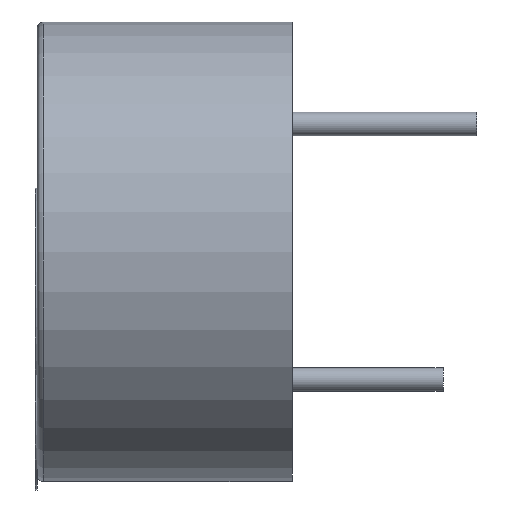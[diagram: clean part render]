
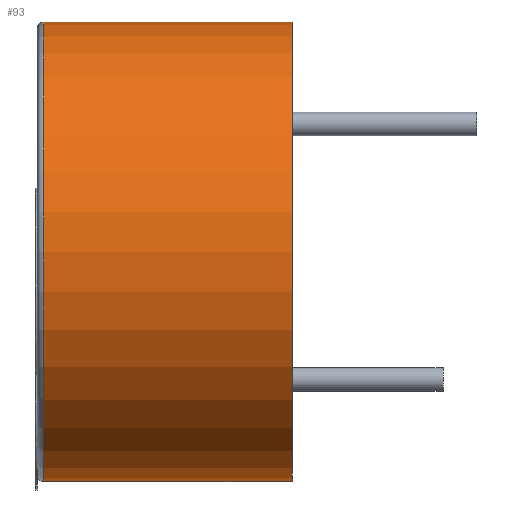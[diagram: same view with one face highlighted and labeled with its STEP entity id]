
A CAD part, left-side view. The second image highlights one B-rep face of the part: STEP entity #93.
In plain terms, the highlighted cylindrical face has radius 6.85 mm (diameter 13.7 mm), a partial arc.
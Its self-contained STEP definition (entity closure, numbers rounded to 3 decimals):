
#93=ADVANCED_FACE('NONE',(#218),#219,.T.);
#218=FACE_OUTER_BOUND('',#385,.T.);
#219=CYLINDRICAL_SURFACE('',#386,6.85);
#385=EDGE_LOOP('',(#564,#565,#566,#567));
#386=AXIS2_PLACEMENT_3D('',#568,#569,#570);
#564=ORIENTED_EDGE('',*,*,#955,.F.);
#565=ORIENTED_EDGE('',*,*,#956,.T.);
#566=ORIENTED_EDGE('',*,*,#957,.T.);
#567=ORIENTED_EDGE('',*,*,#958,.T.);
#568=CARTESIAN_POINT('',(0.0,7.6,0.0));
#569=DIRECTION('',(0.0,1.0,0.0));
#570=DIRECTION('',(0.0,0.0,-1.0));
#955=EDGE_CURVE('NONE',#1114,#1131,#1132,.T.);
#956=EDGE_CURVE('NONE',#1114,#1113,#1133,.T.);
#957=EDGE_CURVE('NONE',#1113,#1134,#1135,.T.);
#958=EDGE_CURVE('NONE',#1134,#1131,#1136,.T.);
#1113=VERTEX_POINT('NONE',#1345);
#1114=VERTEX_POINT('NONE',#1346);
#1131=VERTEX_POINT('NONE',#1365);
#1132=LINE('',#1366,#1367);
#1133=CIRCLE('',#1368,6.85);
#1134=VERTEX_POINT('NONE',#1369);
#1135=LINE('',#1370,#1371);
#1136=CIRCLE('',#1372,6.85);
#1345=CARTESIAN_POINT('',(0.0,7.4,-6.85));
#1346=CARTESIAN_POINT('',(0.,7.4,6.85));
#1365=CARTESIAN_POINT('',(0.,0.0,6.85));
#1366=CARTESIAN_POINT('',(0.,7.6,6.85));
#1367=VECTOR('',#1641,1000.0);
#1368=AXIS2_PLACEMENT_3D('',#1642,#1643,#1644);
#1369=CARTESIAN_POINT('',(0.0,0.0,-6.85));
#1370=CARTESIAN_POINT('',(0.0,7.6,-6.85));
#1371=VECTOR('',#1645,1000.0);
#1372=AXIS2_PLACEMENT_3D('',#1646,#1647,#1648);
#1641=DIRECTION('',(-0.0,-1.0,-0.0));
#1642=CARTESIAN_POINT('',(0.0,7.4,0.0));
#1643=DIRECTION('',(0.0,-1.0,0.0));
#1644=DIRECTION('',(0.0,0.0,1.0));
#1645=DIRECTION('',(-0.0,-1.0,-0.0));
#1646=CARTESIAN_POINT('',(0.0,0.0,0.0));
#1647=DIRECTION('',(0.0,1.0,0.0));
#1648=DIRECTION('',(0.0,0.0,1.0));
